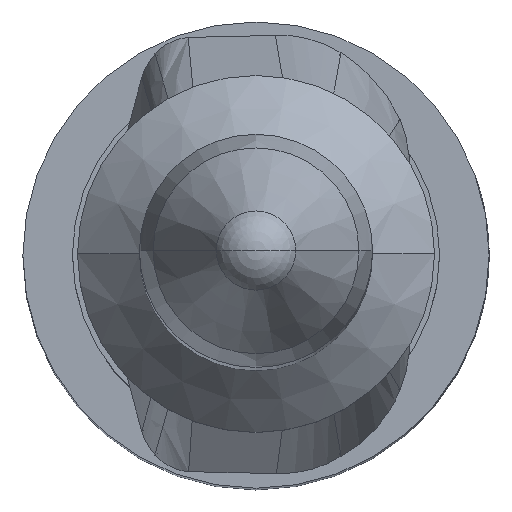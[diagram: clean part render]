
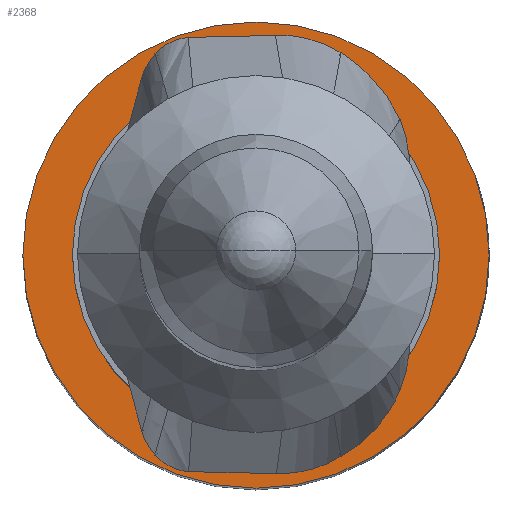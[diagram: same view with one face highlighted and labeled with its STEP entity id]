
A CAD part, top view. The second image highlights one B-rep face of the part: STEP entity #2368.
In plain terms, the highlighted planar face has unit normal (0, 0, 1).
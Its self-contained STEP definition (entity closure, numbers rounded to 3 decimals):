
#569=CARTESIAN_POINT('',(0.,0.,-5.734));
#570=DIRECTION('',(0.,0.,-1.));
#571=DIRECTION('',(-1.,0.,0.));
#572=AXIS2_PLACEMENT_3D('',#569,#570,#571);
#578=CARTESIAN_POINT('',(0.,0.,-5.734));
#579=DIRECTION('',(0.,0.,1.));
#580=DIRECTION('',(-1.,0.,0.));
#581=AXIS2_PLACEMENT_3D('',#578,#579,#580);
#583=CARTESIAN_POINT('',(0.,0.,-5.734));
#584=DIRECTION('',(0.,0.,-1.));
#585=DIRECTION('',(-1.,0.,0.));
#586=AXIS2_PLACEMENT_3D('',#583,#584,#585);
#588=CARTESIAN_POINT('',(0.,0.,-5.734));
#589=DIRECTION('',(0.,0.,1.));
#590=DIRECTION('',(-1.,0.,0.));
#591=AXIS2_PLACEMENT_3D('',#588,#589,#590);
#1264=CARTESIAN_POINT('',(-1.26,0.,-5.734));
#1266=VERTEX_POINT('',#1264);
#1306=CARTESIAN_POINT('',(-1.6,0.,-5.734));
#1307=CARTESIAN_POINT('',(1.6,0.,-5.734));
#1308=VERTEX_POINT('',#1306);
#1309=VERTEX_POINT('',#1307);
#1310=CARTESIAN_POINT('',(1.26,0.,-5.734));
#1311=VERTEX_POINT('',#1310);
#2353=CARTESIAN_POINT('',(0.,0.,-5.734));
#2354=DIRECTION('',(0.,0.,1.));
#2355=DIRECTION('',(-1.,0.,0.));
#2356=AXIS2_PLACEMENT_3D('',#2353,#2354,#2355);
#2357=PLANE('',#2356);
#2359=ORIENTED_EDGE('',*,*,#2358,.T.);
#2361=ORIENTED_EDGE('',*,*,#2360,.F.);
#2362=EDGE_LOOP('',(#2359,#2361));
#2363=FACE_OUTER_BOUND('',#2362,.F.);
#2364=ORIENTED_EDGE('',*,*,#2346,.T.);
#2365=ORIENTED_EDGE('',*,*,#2335,.F.);
#2366=EDGE_LOOP('',(#2364,#2365));
#2367=FACE_BOUND('',#2366,.F.);
#2368=ADVANCED_FACE('',(#2363,#2367),#2357,.T.);
#573=CIRCLE('',#572,1.26);
#582=CIRCLE('',#581,1.26);
#587=CIRCLE('',#586,1.6);
#592=CIRCLE('',#591,1.6);
#2335=EDGE_CURVE('',#1266,#1311,#573,.T.);
#2346=EDGE_CURVE('',#1266,#1311,#582,.T.);
#2358=EDGE_CURVE('',#1308,#1309,#587,.T.);
#2360=EDGE_CURVE('',#1308,#1309,#592,.T.);
